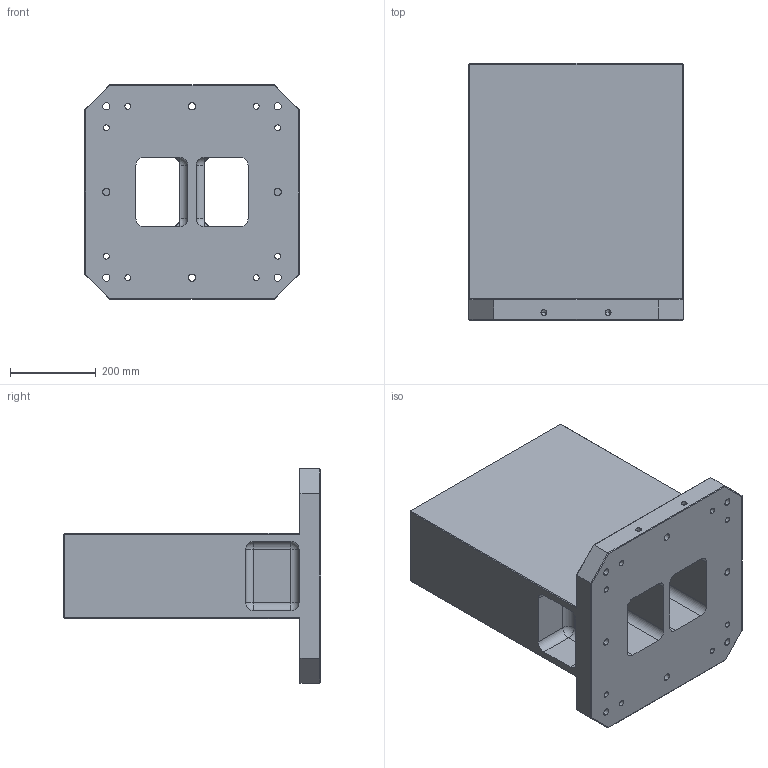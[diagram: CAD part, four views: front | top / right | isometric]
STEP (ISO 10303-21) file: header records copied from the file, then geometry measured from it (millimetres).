
FILE_DESCRIPTION (( 'STEP AP214' ), '1' );
FILE_NAME ('05-0309.STEP', '2024-02-09T15:10:42', ( '' ), ( '' ), 'SwSTEP 2.0', 'SolidWorks 2022', '' );
FILE_SCHEMA (( 'AUTOMOTIVE_DESIGN' ));
Length unit declared in the file: millimetre
Products named in the file (1): 05-0309
Bounding box: 500 x 600 x 500 mm (x, y, z)
Volume: 26918045.1 mm3; surface area: 2205352.9 mm2
Topology: 1 solids, 1 shells, 206 faces, 510 edges, 282 vertices
Faces by surface type: cylinder 98, plane 68, cone 20, sphere 16, torus 4
Entity records: 7048 total; most frequent: DIRECTION 1076, CARTESIAN_POINT 975, ORIENTED_EDGE 948, EDGE_CURVE 474, AXIS2_PLACEMENT_3D 399, VERTEX_POINT 282, VECTOR 278, LINE 278
